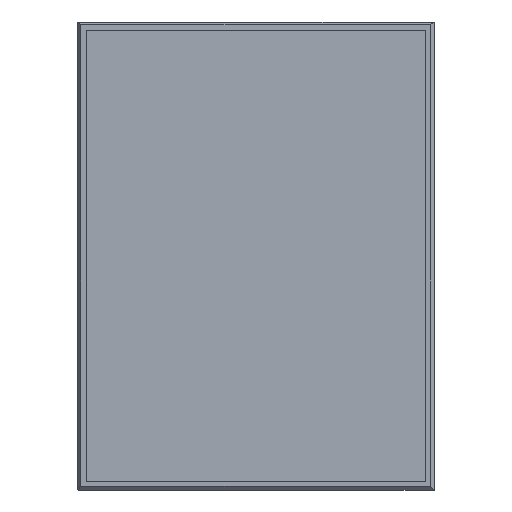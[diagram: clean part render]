
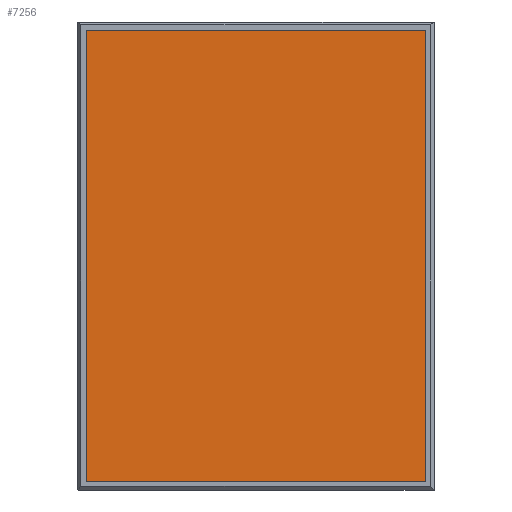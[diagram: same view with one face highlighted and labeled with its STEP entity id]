
A CAD part, left-side view. The second image highlights one B-rep face of the part: STEP entity #7256.
In plain terms, the highlighted planar face has unit normal (-1, 0, 0).
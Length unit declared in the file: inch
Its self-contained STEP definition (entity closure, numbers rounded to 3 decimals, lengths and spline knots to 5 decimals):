
#99 = FACE_OUTER_BOUND ( 'NONE', #9581, .T. ) ;
#130 = EDGE_CURVE ( 'NONE', #9685, #12558, #2231, .T. ) ;
#133 = EDGE_CURVE ( 'NONE', #12558, #12231, #4172, .T. ) ;
#1509 = VECTOR ( 'NONE', #3240, 39.37008 ) ;
#1611 = VECTOR ( 'NONE', #10272, 39.37008 ) ;
#1850 = CARTESIAN_POINT ( 'NONE',  ( -4.15, -0.91, 0. ) ) ;
#1964 = DIRECTION ( 'NONE',  ( -1., 0., 0. ) ) ;
#1980 = LINE ( 'NONE', #1850, #5441 ) ;
#2231 = LINE ( 'NONE', #3181, #1509 ) ;
#2924 = DIRECTION ( 'NONE',  ( 0., 0., -1. ) ) ;
#3181 = CARTESIAN_POINT ( 'NONE',  ( -4.15, 0., 1.21 ) ) ;
#3240 = DIRECTION ( 'NONE',  ( 0., 1., 0. ) ) ;
#3327 = VERTEX_POINT ( 'NONE', #6939 ) ;
#3805 = CARTESIAN_POINT ( 'NONE',  ( -4.15, 0.91, -1.21 ) ) ;
#3812 = LINE ( 'NONE', #12516, #1611 ) ;
#3838 = PLANE ( 'NONE',  #8092 ) ;
#4172 = LINE ( 'NONE', #7086, #8579 ) ;
#4377 = EDGE_CURVE ( 'NONE', #3327, #12231, #3812, .T. ) ;
#4722 = CARTESIAN_POINT ( 'NONE',  ( -4.15, 0., 0. ) ) ;
#4982 = CARTESIAN_POINT ( 'NONE',  ( -4.15, 0.91, 1.21 ) ) ;
#5122 = DIRECTION ( 'NONE',  ( 0., 0., -1. ) ) ;
#5441 = VECTOR ( 'NONE', #2924, 39.37008 ) ;
#5857 = DIRECTION ( 'NONE',  ( 0., 0., 1. ) ) ;
#6939 = CARTESIAN_POINT ( 'NONE',  ( -4.15, -0.91, -1.21 ) ) ;
#7086 = CARTESIAN_POINT ( 'NONE',  ( -4.15, 0.91, 0. ) ) ;
#7256 = ADVANCED_FACE ( 'NONE', ( #99 ), #3838, .T. ) ;
#7645 = CARTESIAN_POINT ( 'NONE',  ( -4.15, -0.91, 1.21 ) ) ;
#8084 = EDGE_CURVE ( 'NONE', #9685, #3327, #1980, .T. ) ;
#8092 = AXIS2_PLACEMENT_3D ( 'NONE', #4722, #1964, #5857 ) ;
#8434 = ORIENTED_EDGE ( 'NONE', *, *, #130, .T. ) ;
#8510 = ORIENTED_EDGE ( 'NONE', *, *, #4377, .F. ) ;
#8579 = VECTOR ( 'NONE', #5122, 39.37008 ) ;
#8744 = ORIENTED_EDGE ( 'NONE', *, *, #8084, .F. ) ;
#9534 = ORIENTED_EDGE ( 'NONE', *, *, #133, .T. ) ;
#9581 = EDGE_LOOP ( 'NONE', ( #8510, #8744, #8434, #9534 ) ) ;
#9685 = VERTEX_POINT ( 'NONE', #7645 ) ;
#10272 = DIRECTION ( 'NONE',  ( 0., 1., 0. ) ) ;
#12231 = VERTEX_POINT ( 'NONE', #3805 ) ;
#12516 = CARTESIAN_POINT ( 'NONE',  ( -4.15, 0., -1.21 ) ) ;
#12558 = VERTEX_POINT ( 'NONE', #4982 ) ;
